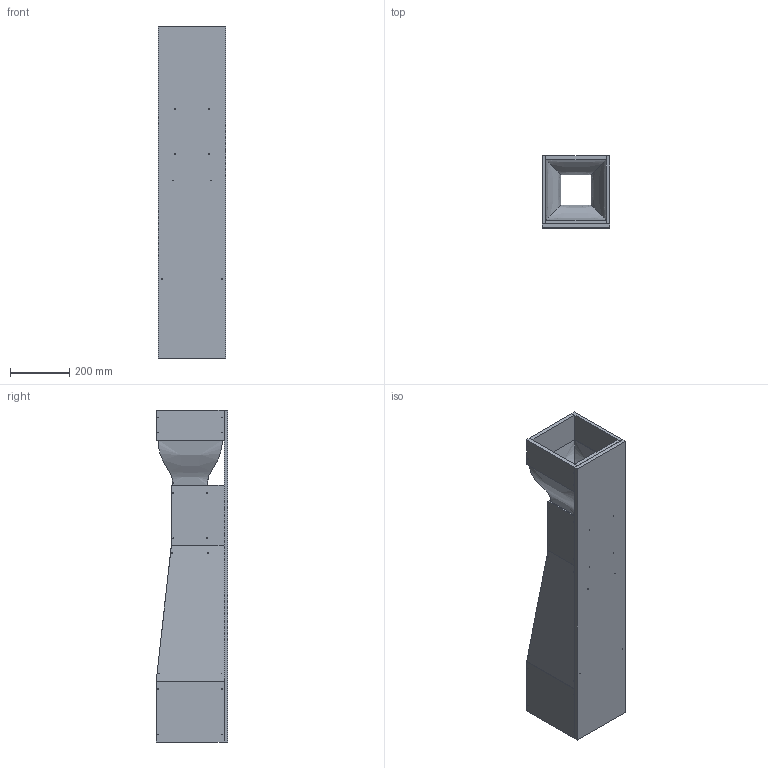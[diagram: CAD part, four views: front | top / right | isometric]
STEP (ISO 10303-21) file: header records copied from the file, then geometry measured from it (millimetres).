
FILE_DESCRIPTION (( 'STEP AP214' ), '1' );
FILE_NAME ('Wind Tunnel.STEP', '2025-12-23T02:16:42', ( '' ), ( '' ), 'SwSTEP 2.0', 'SolidWorks 2025', '' );
FILE_SCHEMA (( 'AUTOMOTIVE_DESIGN' ));
Length unit declared in the file: inch
Products named in the file (1): Wind Tunnel
Bounding box: 228.6 x 241.38 x 1117.6 mm (x, y, z)
Volume: 12772221.7 mm3; surface area: 2375312 mm2
Topology: 21 solids, 21 shells, 424 faces, 1058 edges, 632 vertices
Faces by surface type: cylinder 184, plane 144, cone 88, bspline 8
Entity records: 14717 total; most frequent: CARTESIAN_POINT 4443, DIRECTION 2116, ORIENTED_EDGE 1940, EDGE_CURVE 970, AXIS2_PLACEMENT_3D 769, VERTEX_POINT 632, LINE 578, VECTOR 578
